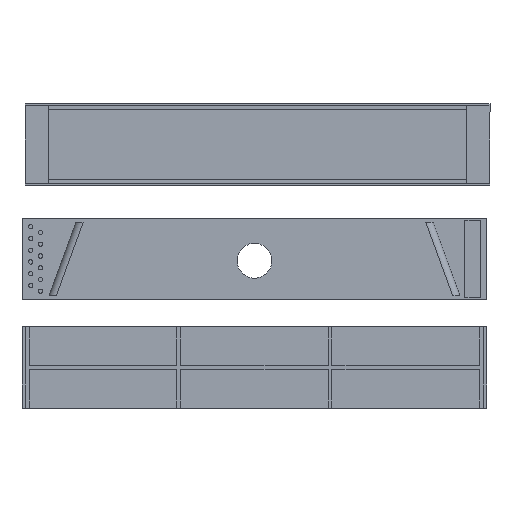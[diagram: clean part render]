
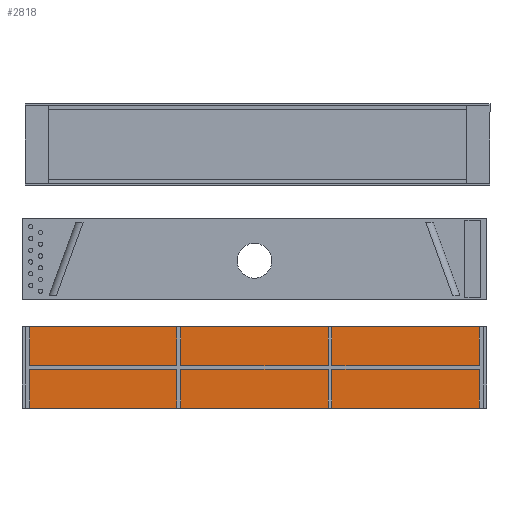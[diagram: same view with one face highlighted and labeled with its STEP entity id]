
A CAD part, top view. The second image highlights one B-rep face of the part: STEP entity #2818.
In plain terms, the highlighted planar face has unit normal (0, 0, 1).
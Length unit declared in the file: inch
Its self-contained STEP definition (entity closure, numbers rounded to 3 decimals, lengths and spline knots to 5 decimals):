
#413=FACE_OUTER_BOUND('',#614,.T.);
#614=EDGE_LOOP('',(#2309,#2310,#2311,#2312));
#837=LINE('',#4701,#1134);
#841=LINE('',#4710,#1138);
#845=LINE('',#4717,#1142);
#846=LINE('',#4718,#1143);
#1134=VECTOR('',#3925,0.3937);
#1138=VECTOR('',#3931,0.3937);
#1142=VECTOR('',#3937,0.3937);
#1143=VECTOR('',#3938,0.3937);
#1408=VERTEX_POINT('',#4699);
#1409=VERTEX_POINT('',#4700);
#1412=VERTEX_POINT('',#4708);
#1413=VERTEX_POINT('',#4709);
#1719=EDGE_CURVE('',#1408,#1409,#837,.T.);
#1723=EDGE_CURVE('',#1412,#1413,#841,.T.);
#1727=EDGE_CURVE('',#1408,#1413,#845,.T.);
#1728=EDGE_CURVE('',#1412,#1409,#846,.T.);
#2309=ORIENTED_EDGE('',*,*,#1723,.T.);
#2310=ORIENTED_EDGE('',*,*,#1727,.F.);
#2311=ORIENTED_EDGE('',*,*,#1719,.T.);
#2312=ORIENTED_EDGE('',*,*,#1728,.F.);
#2643=PLANE('',#3271);
#2818=ADVANCED_FACE('',(#413),#2643,.T.);
#3271=AXIS2_PLACEMENT_3D('',#4716,#3935,#3936);
#3925=DIRECTION('',(1.,0.,0.));
#3931=DIRECTION('',(-1.,0.,0.));
#3935=DIRECTION('center_axis',(0.,0.,1.));
#3936=DIRECTION('ref_axis',(1.,0.,0.));
#3937=DIRECTION('',(0.,1.,0.));
#3938=DIRECTION('',(0.,-1.,0.));
#4699=CARTESIAN_POINT('',(0.,0.,0.125));
#4700=CARTESIAN_POINT('',(30.,0.,0.125));
#4701=CARTESIAN_POINT('',(0.,0.,0.125));
#4708=CARTESIAN_POINT('',(30.,5.25,0.125));
#4709=CARTESIAN_POINT('',(0.,5.25,0.125));
#4710=CARTESIAN_POINT('',(30.,5.25,0.125));
#4716=CARTESIAN_POINT('Origin',(15.,2.625,0.125));
#4717=CARTESIAN_POINT('',(0.,3.9375,0.125));
#4718=CARTESIAN_POINT('',(30.,1.3125,0.125));
